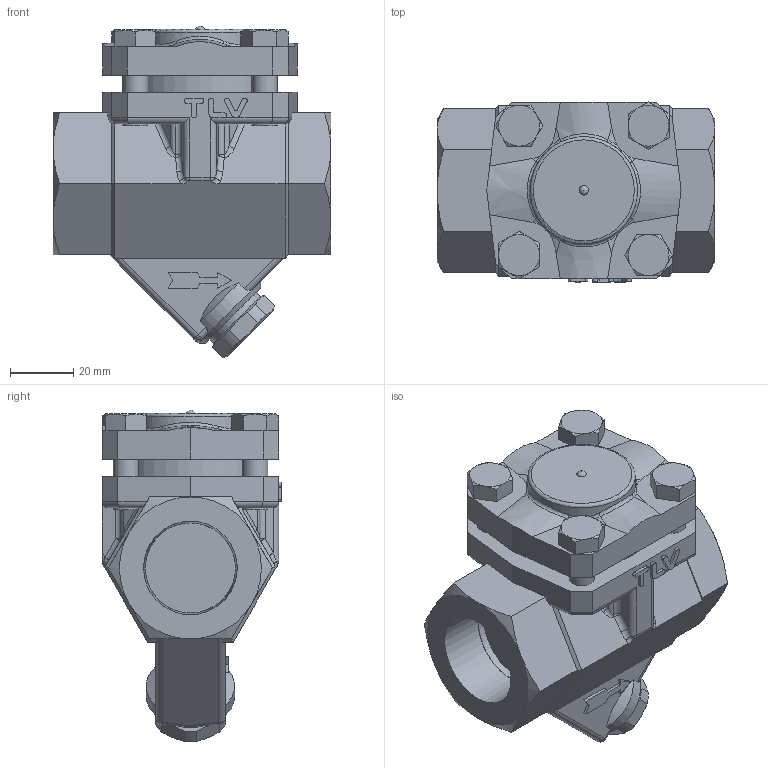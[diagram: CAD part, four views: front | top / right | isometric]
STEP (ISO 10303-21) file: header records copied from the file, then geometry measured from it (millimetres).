
FILE_DESCRIPTION((''),'2;1');
FILE_NAME('l21s0-025-screw-00.stp','2010-01-18T13:01:35',('nakaot'),(''),'Autodesk Inventor 2008','Autodesk Inventor 2008','');
FILE_SCHEMA(('AUTOMOTIVE_DESIGN { 1 0 10303 214 1 1 1 1 }'));
Length unit declared in the file: millimetre
Products named in the file (1): l21s0-025-screw-00
Bounding box: 88 x 57.01 x 105.11 mm (x, y, z)
Volume: 235763.3 mm3; surface area: 36642.3 mm2
Topology: 1 solids, 1 shells, 329 faces, 817 edges, 505 vertices
Faces by surface type: plane 159, cylinder 68, bspline 53, cone 41, sphere 7, torus 1
Full cylindrical faces by diameter (mm): 8 x8, 21 x1, 34 x1, 45.8 x1
Entity records: 10952 total; most frequent: CARTESIAN_POINT 3662, ORIENTED_EDGE 1560, DIRECTION 1435, EDGE_CURVE 780, AXIS2_PLACEMENT_3D 524, VERTEX_POINT 494, VECTOR 387, LINE 387
